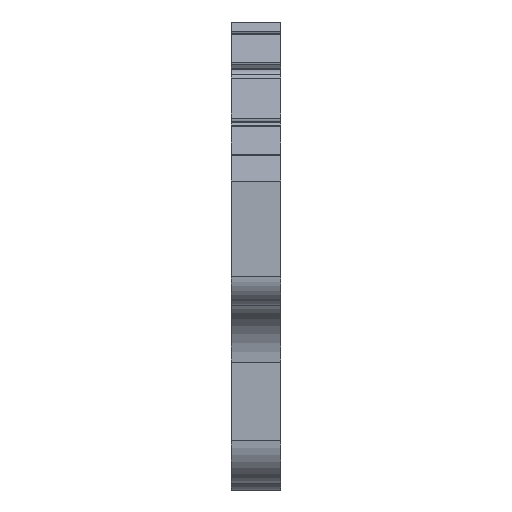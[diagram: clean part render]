
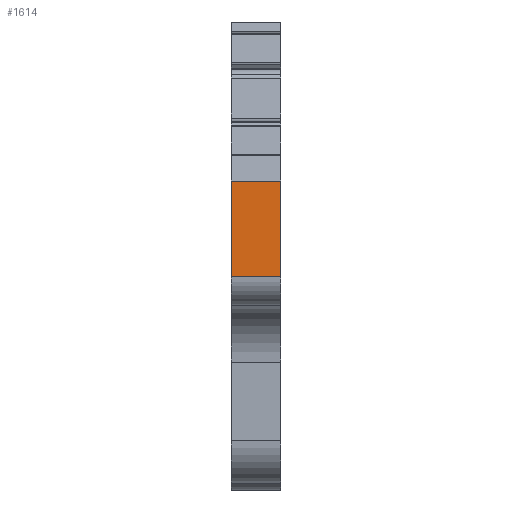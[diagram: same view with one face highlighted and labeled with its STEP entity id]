
A CAD part, left-side view. The second image highlights one B-rep face of the part: STEP entity #1614.
In plain terms, the highlighted face is planar.
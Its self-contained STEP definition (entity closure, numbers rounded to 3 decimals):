
#250 = CARTESIAN_POINT ( 'NONE',  ( 0., 14.323, 7.843 ) ) ;
#252 = EDGE_CURVE ( 'NONE', #8757, #1469, #2961, .T. ) ;
#492 = DIRECTION ( 'NONE',  ( 0., 0., -1. ) ) ;
#1304 = CARTESIAN_POINT ( 'NONE',  ( 0., 14.323, 14.548 ) ) ;
#1469 = VERTEX_POINT ( 'NONE', #8693 ) ;
#1503 = EDGE_LOOP ( 'NONE', ( #7422, #9039, #9359, #3972 ) ) ;
#1614 = ADVANCED_FACE ( 'NONE', ( #9769 ), #7529, .F. ) ;
#1703 = DIRECTION ( 'NONE',  ( 1., 0., 0. ) ) ;
#2243 = AXIS2_PLACEMENT_3D ( 'NONE', #9107, #7431, #8126 ) ;
#2961 = LINE ( 'NONE', #7406, #7059 ) ;
#3138 = CARTESIAN_POINT ( 'NONE',  ( 3.5, 14.323, 14.548 ) ) ;
#3882 = DIRECTION ( 'NONE',  ( 0., 0., -1. ) ) ;
#3972 = ORIENTED_EDGE ( 'NONE', *, *, #6547, .T. ) ;
#4278 = LINE ( 'NONE', #1304, #7555 ) ;
#4740 = LINE ( 'NONE', #9249, #7245 ) ;
#6016 = VERTEX_POINT ( 'NONE', #250 ) ;
#6103 = VERTEX_POINT ( 'NONE', #9865 ) ;
#6292 = EDGE_CURVE ( 'NONE', #6103, #6016, #4740, .T. ) ;
#6300 = LINE ( 'NONE', #8613, #8995 ) ;
#6547 = EDGE_CURVE ( 'NONE', #6103, #8757, #4278, .T. ) ;
#7059 = VECTOR ( 'NONE', #492, 1000. ) ;
#7245 = VECTOR ( 'NONE', #3882, 1000. ) ;
#7406 = CARTESIAN_POINT ( 'NONE',  ( 3.5, 14.323, 14.548 ) ) ;
#7422 = ORIENTED_EDGE ( 'NONE', *, *, #252, .T. ) ;
#7431 = DIRECTION ( 'NONE',  ( 0., -1., 0. ) ) ;
#7529 = PLANE ( 'NONE',  #2243 ) ;
#7555 = VECTOR ( 'NONE', #8266, 1000. ) ;
#8126 = DIRECTION ( 'NONE',  ( 0., 0., 1. ) ) ;
#8266 = DIRECTION ( 'NONE',  ( 1., 0., 0. ) ) ;
#8613 = CARTESIAN_POINT ( 'NONE',  ( 0., 14.323, 7.843 ) ) ;
#8693 = CARTESIAN_POINT ( 'NONE',  ( 3.5, 14.323, 7.843 ) ) ;
#8757 = VERTEX_POINT ( 'NONE', #3138 ) ;
#8995 = VECTOR ( 'NONE', #1703, 1000. ) ;
#9039 = ORIENTED_EDGE ( 'NONE', *, *, #9222, .F. ) ;
#9107 = CARTESIAN_POINT ( 'NONE',  ( 0., 14.323, 14.548 ) ) ;
#9222 = EDGE_CURVE ( 'NONE', #6016, #1469, #6300, .T. ) ;
#9249 = CARTESIAN_POINT ( 'NONE',  ( 0., 14.323, 14.548 ) ) ;
#9359 = ORIENTED_EDGE ( 'NONE', *, *, #6292, .F. ) ;
#9769 = FACE_OUTER_BOUND ( 'NONE', #1503, .T. ) ;
#9865 = CARTESIAN_POINT ( 'NONE',  ( 0., 14.323, 14.548 ) ) ;
